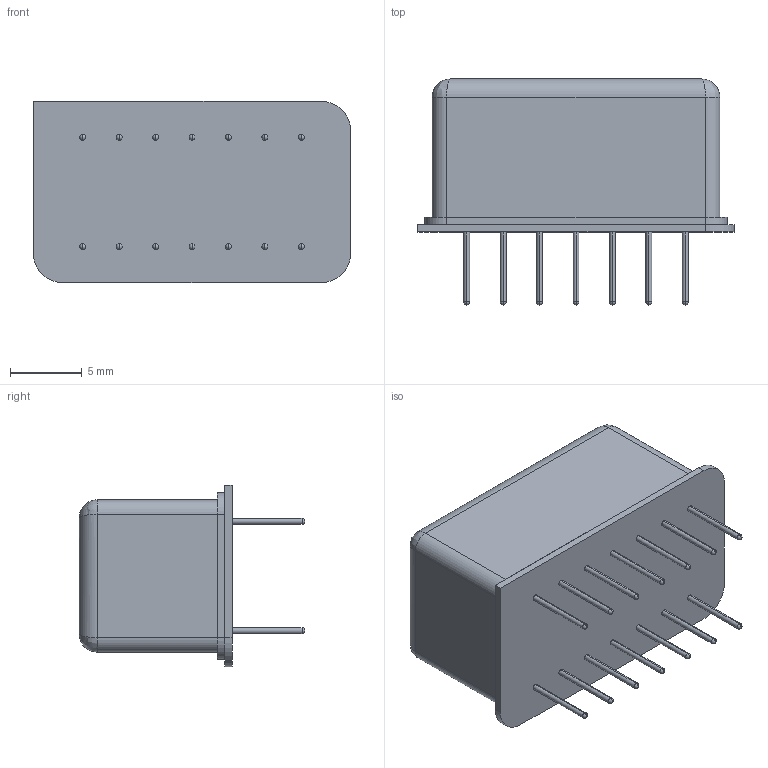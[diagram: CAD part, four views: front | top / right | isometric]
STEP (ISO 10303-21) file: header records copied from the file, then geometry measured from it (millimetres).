
FILE_DESCRIPTION (( 'STEP AP214' ), '1' );
FILE_NAME ('PE85NS5002_3D.STEP', '2020-04-13T14:39:49', ( '' ), ( '' ), 'SwSTEP 2.0', 'SolidWorks 2018', '' );
FILE_SCHEMA (( 'AUTOMOTIVE_DESIGN' ));
Length unit declared in the file: inch
Products named in the file (1): PE85NS5002_3D
Bounding box: 22.1 x 15.75 x 12.65 mm (x, y, z)
Volume: 2301 mm3; surface area: 1254.4 mm2
Topology: 15 solids, 15 shells, 105 faces, 253 edges, 148 vertices
Faces by surface type: cylinder 43, plane 30, sphere 28, bspline 4
Entity records: 2947 total; most frequent: CARTESIAN_POINT 607, DIRECTION 495, ORIENTED_EDGE 386, AXIS2_PLACEMENT_3D 208, EDGE_CURVE 193, VERTEX_POINT 120, EDGE_LOOP 107, CIRCLE 106
